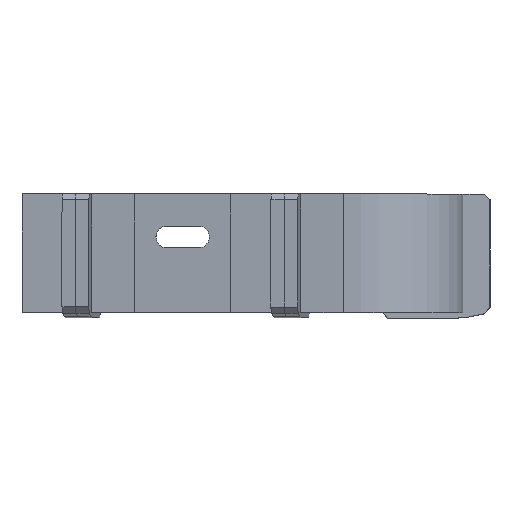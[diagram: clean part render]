
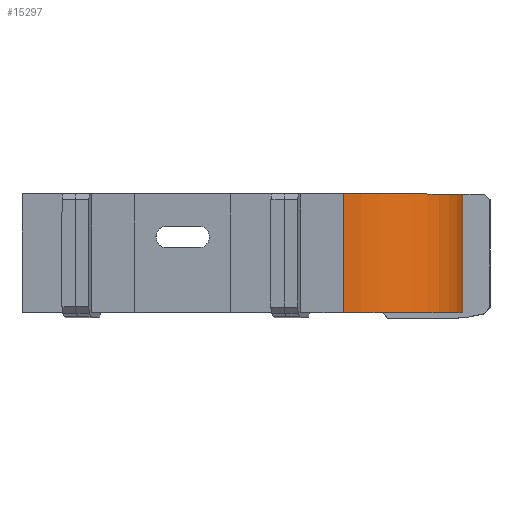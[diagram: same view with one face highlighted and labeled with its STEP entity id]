
A CAD part, left-side view. The second image highlights one B-rep face of the part: STEP entity #15297.
In plain terms, the highlighted cylindrical face has radius 20 mm (diameter 40 mm), a partial arc.
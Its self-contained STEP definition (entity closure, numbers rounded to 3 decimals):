
#15297 = ADVANCED_FACE('',(#15298),#15313,.T.);
#15298 = FACE_BOUND('',#15299,.F.);
#15299 = EDGE_LOOP('',(#15300,#15336,#15364,#15393));
#15300 = ORIENTED_EDGE('',*,*,#15301,.T.);
#15301 = EDGE_CURVE('',#15302,#15304,#15306,.T.);
#15302 = VERTEX_POINT('',#15303);
#15303 = CARTESIAN_POINT('',(0.,0.,0.));
#15304 = VERTEX_POINT('',#15305);
#15305 = CARTESIAN_POINT('',(-19.89,22.091,0.));
#15306 = SURFACE_CURVE('',#15307,(#15312,#15324),.PCURVE_S1.);
#15307 = CIRCLE('',#15308,20.);
#15308 = AXIS2_PLACEMENT_3D('',#15309,#15310,#15311);
#15309 = CARTESIAN_POINT('',(0.,20.,0.));
#15310 = DIRECTION('',(0.,0.,-1.));
#15311 = DIRECTION('',(0.,-1.,0.));
#15312 = PCURVE('',#15313,#15318);
#15313 = CYLINDRICAL_SURFACE('',#15314,20.);
#15314 = AXIS2_PLACEMENT_3D('',#15315,#15316,#15317);
#15315 = CARTESIAN_POINT('',(0.,20.,0.));
#15316 = DIRECTION('',(-0.,-0.,1.));
#15317 = DIRECTION('',(0.,-1.,0.));
#15318 = DEFINITIONAL_REPRESENTATION('',(#15319),#15323);
#15319 = LINE('',#15320,#15321);
#15320 = CARTESIAN_POINT('',(-0.,0.));
#15321 = VECTOR('',#15322,1.);
#15322 = DIRECTION('',(-1.,0.));
#15323 = ( GEOMETRIC_REPRESENTATION_CONTEXT(2) 
PARAMETRIC_REPRESENTATION_CONTEXT() REPRESENTATION_CONTEXT('2D SPACE',''
  ) );
#15324 = PCURVE('',#15325,#15330);
#15325 = PLANE('',#15326);
#15326 = AXIS2_PLACEMENT_3D('',#15327,#15328,#15329);
#15327 = CARTESIAN_POINT('',(0.,20.,0.));
#15328 = DIRECTION('',(0.,0.,-1.));
#15329 = DIRECTION('',(0.,-1.,0.));
#15330 = DEFINITIONAL_REPRESENTATION('',(#15331),#15335);
#15331 = CIRCLE('',#15332,20.);
#15332 = AXIS2_PLACEMENT_2D('',#15333,#15334);
#15333 = CARTESIAN_POINT('',(0.,0.));
#15334 = DIRECTION('',(1.,-0.));
#15335 = ( GEOMETRIC_REPRESENTATION_CONTEXT(2) 
PARAMETRIC_REPRESENTATION_CONTEXT() REPRESENTATION_CONTEXT('2D SPACE',''
  ) );
#15336 = ORIENTED_EDGE('',*,*,#15337,.T.);
#15337 = EDGE_CURVE('',#15304,#15338,#15340,.T.);
#15338 = VERTEX_POINT('',#15339);
#15339 = CARTESIAN_POINT('',(-19.89,22.091,22.));
#15340 = SURFACE_CURVE('',#15341,(#15345,#15352),.PCURVE_S1.);
#15341 = LINE('',#15342,#15343);
#15342 = CARTESIAN_POINT('',(-19.89,22.091,0.));
#15343 = VECTOR('',#15344,1.);
#15344 = DIRECTION('',(0.,0.,1.));
#15345 = PCURVE('',#15313,#15346);
#15346 = DEFINITIONAL_REPRESENTATION('',(#15347),#15351);
#15347 = LINE('',#15348,#15349);
#15348 = CARTESIAN_POINT('',(-1.676,0.));
#15349 = VECTOR('',#15350,1.);
#15350 = DIRECTION('',(-0.,1.));
#15351 = ( GEOMETRIC_REPRESENTATION_CONTEXT(2) 
PARAMETRIC_REPRESENTATION_CONTEXT() REPRESENTATION_CONTEXT('2D SPACE',''
  ) );
#15352 = PCURVE('',#15353,#15358);
#15353 = PLANE('',#15354);
#15354 = AXIS2_PLACEMENT_3D('',#15355,#15356,#15357);
#15355 = CARTESIAN_POINT('',(-15.751,21.656,
    7.662));
#15356 = DIRECTION('',(0.105,0.995,0.));
#15357 = DIRECTION('',(0.,0.,1.));
#15358 = DEFINITIONAL_REPRESENTATION('',(#15359),#15363);
#15359 = LINE('',#15360,#15361);
#15360 = CARTESIAN_POINT('',(-7.662,-4.162));
#15361 = VECTOR('',#15362,1.);
#15362 = DIRECTION('',(1.,0.));
#15363 = ( GEOMETRIC_REPRESENTATION_CONTEXT(2) 
PARAMETRIC_REPRESENTATION_CONTEXT() REPRESENTATION_CONTEXT('2D SPACE',''
  ) );
#15364 = ORIENTED_EDGE('',*,*,#15365,.F.);
#15365 = EDGE_CURVE('',#15366,#15338,#15368,.T.);
#15366 = VERTEX_POINT('',#15367);
#15367 = CARTESIAN_POINT('',(0.,0.,22.));
#15368 = SURFACE_CURVE('',#15369,(#15374,#15381),.PCURVE_S1.);
#15369 = CIRCLE('',#15370,20.);
#15370 = AXIS2_PLACEMENT_3D('',#15371,#15372,#15373);
#15371 = CARTESIAN_POINT('',(0.,20.,22.));
#15372 = DIRECTION('',(0.,0.,-1.));
#15373 = DIRECTION('',(0.,-1.,0.));
#15374 = PCURVE('',#15313,#15375);
#15375 = DEFINITIONAL_REPRESENTATION('',(#15376),#15380);
#15376 = LINE('',#15377,#15378);
#15377 = CARTESIAN_POINT('',(-0.,22.));
#15378 = VECTOR('',#15379,1.);
#15379 = DIRECTION('',(-1.,0.));
#15380 = ( GEOMETRIC_REPRESENTATION_CONTEXT(2) 
PARAMETRIC_REPRESENTATION_CONTEXT() REPRESENTATION_CONTEXT('2D SPACE',''
  ) );
#15381 = PCURVE('',#15382,#15387);
#15382 = PLANE('',#15383);
#15383 = AXIS2_PLACEMENT_3D('',#15384,#15385,#15386);
#15384 = CARTESIAN_POINT('',(0.,20.,22.));
#15385 = DIRECTION('',(0.,0.,-1.));
#15386 = DIRECTION('',(0.,-1.,0.));
#15387 = DEFINITIONAL_REPRESENTATION('',(#15388),#15392);
#15388 = CIRCLE('',#15389,20.);
#15389 = AXIS2_PLACEMENT_2D('',#15390,#15391);
#15390 = CARTESIAN_POINT('',(0.,0.));
#15391 = DIRECTION('',(1.,0.));
#15392 = ( GEOMETRIC_REPRESENTATION_CONTEXT(2) 
PARAMETRIC_REPRESENTATION_CONTEXT() REPRESENTATION_CONTEXT('2D SPACE',''
  ) );
#15393 = ORIENTED_EDGE('',*,*,#15394,.F.);
#15394 = EDGE_CURVE('',#15302,#15366,#15395,.T.);
#15395 = SURFACE_CURVE('',#15396,(#15400,#15407),.PCURVE_S1.);
#15396 = LINE('',#15397,#15398);
#15397 = CARTESIAN_POINT('',(0.,0.,0.));
#15398 = VECTOR('',#15399,1.);
#15399 = DIRECTION('',(0.,0.,1.));
#15400 = PCURVE('',#15313,#15401);
#15401 = DEFINITIONAL_REPRESENTATION('',(#15402),#15406);
#15402 = LINE('',#15403,#15404);
#15403 = CARTESIAN_POINT('',(-0.,0.));
#15404 = VECTOR('',#15405,1.);
#15405 = DIRECTION('',(-0.,1.));
#15406 = ( GEOMETRIC_REPRESENTATION_CONTEXT(2) 
PARAMETRIC_REPRESENTATION_CONTEXT() REPRESENTATION_CONTEXT('2D SPACE',''
  ) );
#15407 = PCURVE('',#15408,#15413);
#15408 = PLANE('',#15409);
#15409 = AXIS2_PLACEMENT_3D('',#15410,#15411,#15412);
#15410 = CARTESIAN_POINT('',(0.,4.162,7.662));
#15411 = DIRECTION('',(-1.,0.,0.));
#15412 = DIRECTION('',(0.,0.,1.));
#15413 = DEFINITIONAL_REPRESENTATION('',(#15414),#15418);
#15414 = LINE('',#15415,#15416);
#15415 = CARTESIAN_POINT('',(-7.662,-4.162));
#15416 = VECTOR('',#15417,1.);
#15417 = DIRECTION('',(1.,0.));
#15418 = ( GEOMETRIC_REPRESENTATION_CONTEXT(2) 
PARAMETRIC_REPRESENTATION_CONTEXT() REPRESENTATION_CONTEXT('2D SPACE',''
  ) );
